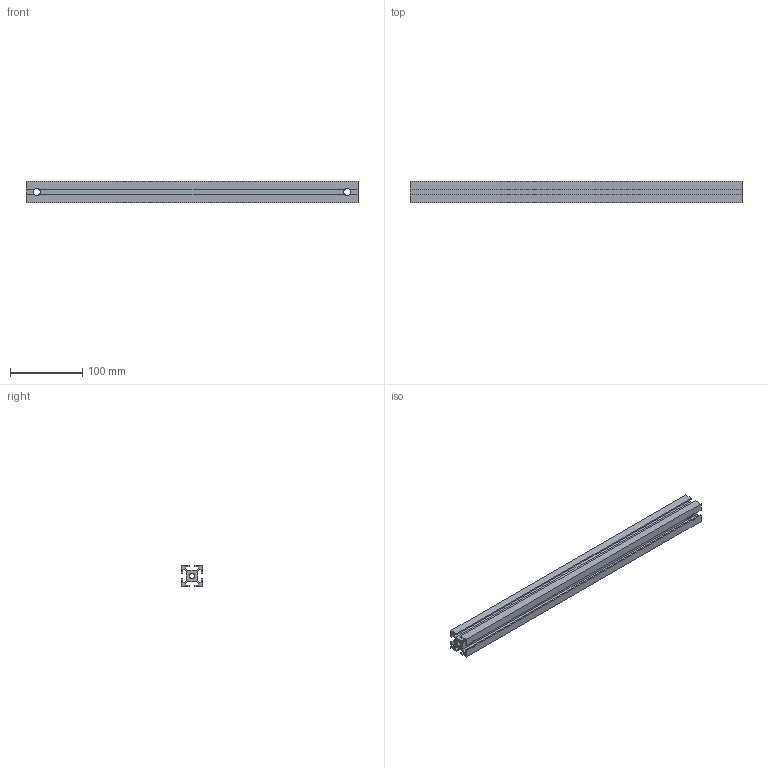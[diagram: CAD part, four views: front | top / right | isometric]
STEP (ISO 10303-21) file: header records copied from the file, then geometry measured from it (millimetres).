
FILE_DESCRIPTION((''),'2;1');
FILE_NAME('FYBUFPR001','2025-05-26T20:34:09',('t-gamer'),(''),'CREO PARAMETRIC BY PTC INC, 2024063','CREO PARAMETRIC BY PTC INC, 2024063','');
FILE_SCHEMA(('CONFIG_CONTROL_DESIGN'));
Length unit declared in the file: millimetre
Products named in the file (1): FYBUFPR001
Bounding box: 460 x 30 x 30 mm (x, y, z)
Volume: 214395.6 mm3; surface area: 121940.8 mm2
Topology: 1 solids, 1 shells, 72 faces, 210 edges, 140 vertices
Faces by surface type: plane 54, cylinder 18
Entity records: 2580 total; most frequent: CARTESIAN_POINT 598, ORIENTED_EDGE 420, DIRECTION 374, EDGE_CURVE 210, VECTOR 174, LINE 174, VERTEX_POINT 140, AXIS2_PLACEMENT_3D 100
